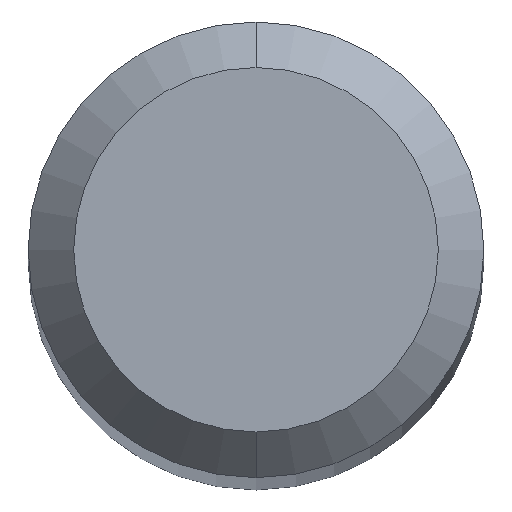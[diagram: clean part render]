
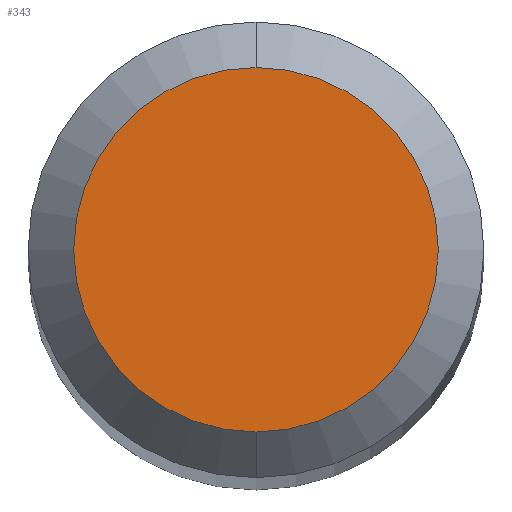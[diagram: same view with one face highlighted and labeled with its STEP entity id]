
A CAD part, top view. The second image highlights one B-rep face of the part: STEP entity #343.
In plain terms, the highlighted planar face has unit normal (0, 0, 1).
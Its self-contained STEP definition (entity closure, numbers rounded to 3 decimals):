
#251=EDGE_CURVE('',#395,#273,#565,.T.);
#269=EDGE_CURVE('',#273,#395,#584,.T.);
#273=VERTEX_POINT('',#589);
#343=ADVANCED_FACE('',(#664),#665,.T.);
#395=VERTEX_POINT('',#721);
#565=CIRCLE('',#1002,1.2);
#584=CIRCLE('',#1031,1.2);
#589=CARTESIAN_POINT('',(0.0,1.2,0.0));
#664=FACE_OUTER_BOUND('',#1206,.T.);
#665=PLANE('',#1207);
#721=CARTESIAN_POINT('',(0.,-1.2,0.0));
#1002=AXIS2_PLACEMENT_3D('',#1540,#1541,#1542);
#1031=AXIS2_PLACEMENT_3D('',#1563,#1564,#1565);
#1206=EDGE_LOOP('',(#1642,#1643));
#1207=AXIS2_PLACEMENT_3D('',#1644,#1645,#1646);
#1540=CARTESIAN_POINT('',(0.0,0.0,0.0));
#1541=DIRECTION('',(0.0,0.0,-1.0));
#1542=DIRECTION('',(0.0,1.0,0.0));
#1563=CARTESIAN_POINT('',(0.0,0.0,0.0));
#1564=DIRECTION('',(0.0,0.0,-1.0));
#1565=DIRECTION('',(0.0,1.0,0.0));
#1642=ORIENTED_EDGE('',*,*,#269,.F.);
#1643=ORIENTED_EDGE('',*,*,#251,.F.);
#1644=CARTESIAN_POINT('',(0.0,0.6,0.0));
#1645=DIRECTION('',(-0.0,0.0,1.0));
#1646=DIRECTION('',(0.0,-1.0,0.0));
